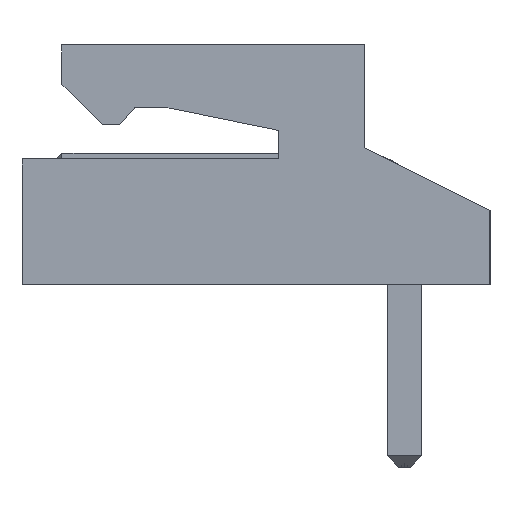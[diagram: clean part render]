
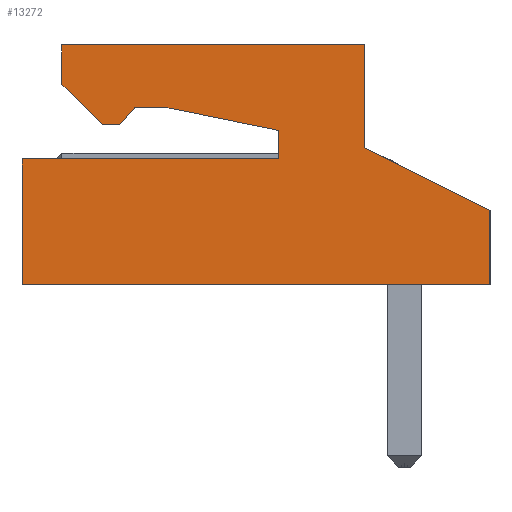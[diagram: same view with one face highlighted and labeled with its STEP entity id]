
A CAD part, left-side view. The second image highlights one B-rep face of the part: STEP entity #13272.
In plain terms, the highlighted face is planar.
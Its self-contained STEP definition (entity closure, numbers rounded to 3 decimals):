
#141 = CARTESIAN_POINT ( 'NONE',  ( 2.5, 0., 0.7 ) ) ;
#720 = VECTOR ( 'NONE', #10603, 1000. ) ;
#728 = EDGE_CURVE ( 'NONE', #8110, #11296, #8507, .T. ) ;
#857 = CARTESIAN_POINT ( 'NONE',  ( 2.5, 2.2, 2.2 ) ) ;
#1425 = CARTESIAN_POINT ( 'NONE',  ( 2.5, 4.2, 6. ) ) ;
#1592 = DIRECTION ( 'NONE',  ( 0., -0.75, 0.661 ) ) ;
#1607 = LINE ( 'NONE', #10823, #8943 ) ;
#1688 = ORIENTED_EDGE ( 'NONE', *, *, #728, .F. ) ;
#2053 = ORIENTED_EDGE ( 'NONE', *, *, #2676, .F. ) ;
#2237 = CARTESIAN_POINT ( 'NONE',  ( 2.5, 2.8, 5.286 ) ) ;
#2676 = EDGE_CURVE ( 'NONE', #3633, #19181, #4618, .T. ) ;
#2789 = CARTESIAN_POINT ( 'NONE',  ( 2.5, 2.4, 0.7 ) ) ;
#2823 = VERTEX_POINT ( 'NONE', #3880 ) ;
#2973 = EDGE_CURVE ( 'NONE', #8376, #19370, #5777, .T. ) ;
#3064 = CARTESIAN_POINT ( 'NONE',  ( 2.5, 0., 6.7 ) ) ;
#3091 = EDGE_CURVE ( 'NONE', #5009, #15226, #14780, .T. ) ;
#3210 = ORIENTED_EDGE ( 'NONE', *, *, #16600, .F. ) ;
#3246 = CARTESIAN_POINT ( 'NONE',  ( 2.5, 2.8, 4.986 ) ) ;
#3422 = DIRECTION ( 'NONE',  ( 0., 1., 0. ) ) ;
#3588 = CARTESIAN_POINT ( 'NONE',  ( 2.5, 4.2, 0.7 ) ) ;
#3633 = VERTEX_POINT ( 'NONE', #19262 ) ;
#3880 = CARTESIAN_POINT ( 'NONE',  ( 2.5, 0., -1.5 ) ) ;
#3891 = ORIENTED_EDGE ( 'NONE', *, *, #15388, .F. ) ;
#3975 = VECTOR ( 'NONE', #3422, 1000. ) ;
#4168 = DIRECTION ( 'NONE',  ( 0., 0., 1. ) ) ;
#4280 = VECTOR ( 'NONE', #4807, 1000. ) ;
#4346 = VECTOR ( 'NONE', #9069, 1000. ) ;
#4583 = PLANE ( 'NONE',  #12934 ) ;
#4618 = LINE ( 'NONE', #2789, #16627 ) ;
#4659 = VERTEX_POINT ( 'NONE', #857 ) ;
#4717 = VECTOR ( 'NONE', #1592, 1000. ) ;
#4807 = DIRECTION ( 'NONE',  ( 0., 0., -1. ) ) ;
#4885 = CARTESIAN_POINT ( 'NONE',  ( 2.5, 0., 6.7 ) ) ;
#4912 = EDGE_CURVE ( 'NONE', #3633, #11296, #5156, .T. ) ;
#4947 = CARTESIAN_POINT ( 'NONE',  ( 2.5, 2.8, 4.986 ) ) ;
#5009 = VERTEX_POINT ( 'NONE', #4947 ) ;
#5156 = LINE ( 'NONE', #141, #15565 ) ;
#5398 = EDGE_CURVE ( 'NONE', #6582, #2823, #15418, .T. ) ;
#5777 = LINE ( 'NONE', #14986, #4346 ) ;
#6031 = CARTESIAN_POINT ( 'NONE',  ( 2.5, 3.1, 4.721 ) ) ;
#6086 = LINE ( 'NONE', #6286, #720 ) ;
#6286 = CARTESIAN_POINT ( 'NONE',  ( 2.5, 2.2, 6.7 ) ) ;
#6535 = CARTESIAN_POINT ( 'NONE',  ( 2.5, 3.5, 6. ) ) ;
#6582 = VERTEX_POINT ( 'NONE', #15886 ) ;
#6638 = ORIENTED_EDGE ( 'NONE', *, *, #7853, .F. ) ;
#7340 = DIRECTION ( 'NONE',  ( 0., 0.7, 0.714 ) ) ;
#7380 = CARTESIAN_POINT ( 'NONE',  ( 2.5, 1.3, -1.5 ) ) ;
#7853 = EDGE_CURVE ( 'NONE', #4659, #8376, #17172, .T. ) ;
#7885 = ORIENTED_EDGE ( 'NONE', *, *, #8533, .F. ) ;
#8110 = VERTEX_POINT ( 'NONE', #9930 ) ;
#8139 = VECTOR ( 'NONE', #8797, 1000. ) ;
#8376 = VERTEX_POINT ( 'NONE', #9974 ) ;
#8507 = LINE ( 'NONE', #10103, #8139 ) ;
#8533 = EDGE_CURVE ( 'NONE', #19181, #2823, #11961, .T. ) ;
#8797 = DIRECTION ( 'NONE',  ( 0., 0., -1. ) ) ;
#8931 = CARTESIAN_POINT ( 'NONE',  ( 2.5, 3.5, 6. ) ) ;
#8943 = VECTOR ( 'NONE', #15723, 1000. ) ;
#9026 = LINE ( 'NONE', #8931, #12212 ) ;
#9069 = DIRECTION ( 'NONE',  ( 0., 0.2, 0.98 ) ) ;
#9141 = EDGE_CURVE ( 'NONE', #15226, #14456, #9026, .T. ) ;
#9295 = EDGE_LOOP ( 'NONE', ( #1688, #14057, #18530, #13428, #3891, #18227, #10300, #6638, #19569, #3210, #9662, #7885, #2053, #13518 ) ) ;
#9334 = CARTESIAN_POINT ( 'NONE',  ( 2.5, 3.1, 4.16 ) ) ;
#9662 = ORIENTED_EDGE ( 'NONE', *, *, #5398, .T. ) ;
#9664 = CARTESIAN_POINT ( 'NONE',  ( 2.5, 0., 6.7 ) ) ;
#9930 = CARTESIAN_POINT ( 'NONE',  ( 2.5, 4.2, 6. ) ) ;
#9974 = CARTESIAN_POINT ( 'NONE',  ( 2.5, 2.7, 2.2 ) ) ;
#10103 = CARTESIAN_POINT ( 'NONE',  ( 2.5, 4.2, 6.7 ) ) ;
#10300 = ORIENTED_EDGE ( 'NONE', *, *, #2973, .F. ) ;
#10372 = CARTESIAN_POINT ( 'NONE',  ( 2.5, 2.8, 5.286 ) ) ;
#10574 = DIRECTION ( 'NONE',  ( 0., -1., 0. ) ) ;
#10603 = DIRECTION ( 'NONE',  ( 0., 0., -1. ) ) ;
#10711 = EDGE_CURVE ( 'NONE', #19370, #13441, #1607, .T. ) ;
#10768 = CARTESIAN_POINT ( 'NONE',  ( 2.5, 2.2, 2.2 ) ) ;
#10823 = CARTESIAN_POINT ( 'NONE',  ( 2.5, 3.1, 4.721 ) ) ;
#11258 = DIRECTION ( 'NONE',  ( 0., 1., 0. ) ) ;
#11296 = VERTEX_POINT ( 'NONE', #3588 ) ;
#11961 = LINE ( 'NONE', #16477, #19676 ) ;
#12212 = VECTOR ( 'NONE', #7340, 1000. ) ;
#12511 = LINE ( 'NONE', #3246, #4717 ) ;
#12576 = LINE ( 'NONE', #9664, #13351 ) ;
#12904 = EDGE_CURVE ( 'NONE', #14456, #8110, #13820, .T. ) ;
#12916 = VECTOR ( 'NONE', #19871, 1000. ) ;
#12934 = AXIS2_PLACEMENT_3D ( 'NONE', #4885, #17402, #15890 ) ;
#13272 = ADVANCED_FACE ( 'NONE', ( #19842 ), #4583, .F. ) ;
#13351 = VECTOR ( 'NONE', #15769, 1000. ) ;
#13428 = ORIENTED_EDGE ( 'NONE', *, *, #3091, .F. ) ;
#13441 = VERTEX_POINT ( 'NONE', #6031 ) ;
#13518 = ORIENTED_EDGE ( 'NONE', *, *, #4912, .T. ) ;
#13820 = LINE ( 'NONE', #1425, #12916 ) ;
#13911 = EDGE_CURVE ( 'NONE', #17594, #4659, #6086, .T. ) ;
#14057 = ORIENTED_EDGE ( 'NONE', *, *, #12904, .F. ) ;
#14456 = VERTEX_POINT ( 'NONE', #6535 ) ;
#14780 = LINE ( 'NONE', #10372, #15875 ) ;
#14986 = CARTESIAN_POINT ( 'NONE',  ( 2.5, 2.7, 2.2 ) ) ;
#15226 = VERTEX_POINT ( 'NONE', #2237 ) ;
#15388 = EDGE_CURVE ( 'NONE', #13441, #5009, #12511, .T. ) ;
#15418 = LINE ( 'NONE', #3064, #4280 ) ;
#15565 = VECTOR ( 'NONE', #11258, 1000. ) ;
#15723 = DIRECTION ( 'NONE',  ( 0., 0., 1. ) ) ;
#15769 = DIRECTION ( 'NONE',  ( 0., 1., 0. ) ) ;
#15875 = VECTOR ( 'NONE', #4168, 1000. ) ;
#15886 = CARTESIAN_POINT ( 'NONE',  ( 2.5, 0., 6.7 ) ) ;
#15890 = DIRECTION ( 'NONE',  ( 0., -1., 0. ) ) ;
#16477 = CARTESIAN_POINT ( 'NONE',  ( 2.5, 1.3, -1.5 ) ) ;
#16600 = EDGE_CURVE ( 'NONE', #6582, #17594, #12576, .T. ) ;
#16627 = VECTOR ( 'NONE', #17964, 1000. ) ;
#17172 = LINE ( 'NONE', #10768, #3975 ) ;
#17402 = DIRECTION ( 'NONE',  ( -1., 0., 0. ) ) ;
#17594 = VERTEX_POINT ( 'NONE', #19082 ) ;
#17964 = DIRECTION ( 'NONE',  ( 0., -0.447, -0.894 ) ) ;
#18227 = ORIENTED_EDGE ( 'NONE', *, *, #10711, .F. ) ;
#18530 = ORIENTED_EDGE ( 'NONE', *, *, #9141, .F. ) ;
#19082 = CARTESIAN_POINT ( 'NONE',  ( 2.5, 2.2, 6.7 ) ) ;
#19181 = VERTEX_POINT ( 'NONE', #7380 ) ;
#19262 = CARTESIAN_POINT ( 'NONE',  ( 2.5, 2.4, 0.7 ) ) ;
#19370 = VERTEX_POINT ( 'NONE', #9334 ) ;
#19569 = ORIENTED_EDGE ( 'NONE', *, *, #13911, .F. ) ;
#19676 = VECTOR ( 'NONE', #10574, 1000. ) ;
#19842 = FACE_OUTER_BOUND ( 'NONE', #9295, .T. ) ;
#19871 = DIRECTION ( 'NONE',  ( 0., 1., 0. ) ) ;
